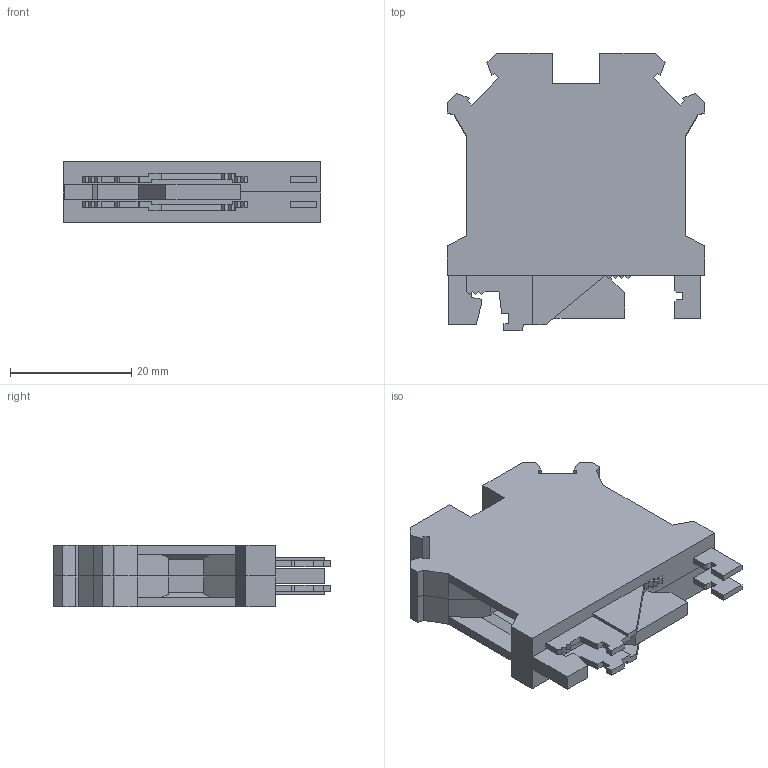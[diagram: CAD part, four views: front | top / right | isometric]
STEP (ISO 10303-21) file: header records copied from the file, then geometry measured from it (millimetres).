
FILE_DESCRIPTION( ('This file contains a STEP AP42 implementation' ,'as created by ZW3D STEP Interface translator.') ,'2;1' );
FILE_NAME( 'RTB10-PE傷赽耀倰.stp' ,'23 4 7.16 635', (''), ('ZWCAD Software Co.'), 'Version 1.0', 'ZW3D to STEP translator', '' );
FILE_SCHEMA(('AUTOMOTIVE_DESIGN { 1 0 10303 214 1 1 1 1 }'));
Length unit declared in the file: millimetre
Products named in the file (2): 0; USLKG_10_N-select
Bounding box: 42.5 x 45.8 x 10.15 mm (x, y, z)
Volume: 11833.4 mm3; surface area: 6503.6 mm2
Topology: 1 solids, 1 shells, 269 faces, 712 edges, 451 vertices
Faces by surface type: plane 251, cylinder 18
Entity records: 8429 total; most frequent: CARTESIAN_POINT 1433, ORIENTED_EDGE 1424, DIRECTION 1303, EDGE_CURVE 712, VECTOR 661, LINE 661, VERTEX_POINT 451, AXIS2_PLACEMENT_3D 321
